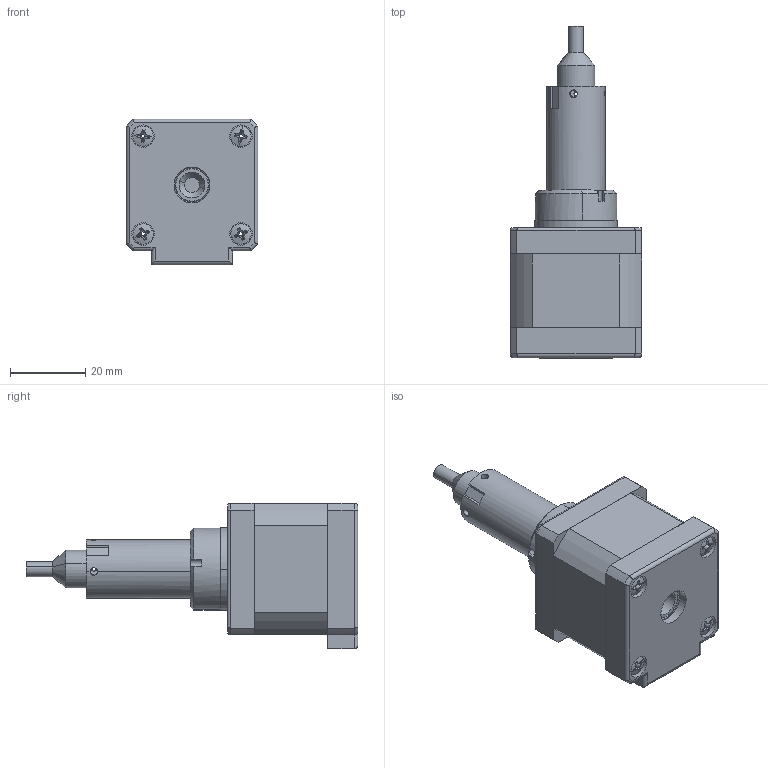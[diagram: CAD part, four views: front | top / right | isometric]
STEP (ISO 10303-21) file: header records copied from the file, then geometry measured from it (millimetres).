
FILE_DESCRIPTION (( 'STEP AP203' ), '1' );
FILE_NAME ('LC143S-E06127-25-S-150.STEP', '2019-02-28T05:13:44', ( 'Sky123.Org' ), ( 'Sky123.Org' ), 'SwSTEP 2.0', 'SolidWorks 2014', '' );
FILE_SCHEMA (( 'CONFIG_CONTROL_DESIGN' ));
Length unit declared in the file: millimetre
Products named in the file (1): LC143S-E06127-25-S-150
Bounding box: 35 x 88.2 x 38.7 mm (x, y, z)
Surface area: 12393.4 mm2 (no closed solid volume)
Topology: 0 solids, 14 shells, 275 faces, 843 edges, 577 vertices
Faces by surface type: plane 111, cylinder 92, cone 52, torus 12, sphere 8
Entity records: 10169 total; most frequent: CARTESIAN_POINT 2638, DIRECTION 1549, ORIENTED_EDGE 1476, EDGE_CURVE 843, AXIS2_PLACEMENT_3D 578, VERTEX_POINT 577, VECTOR 393, LINE 393
